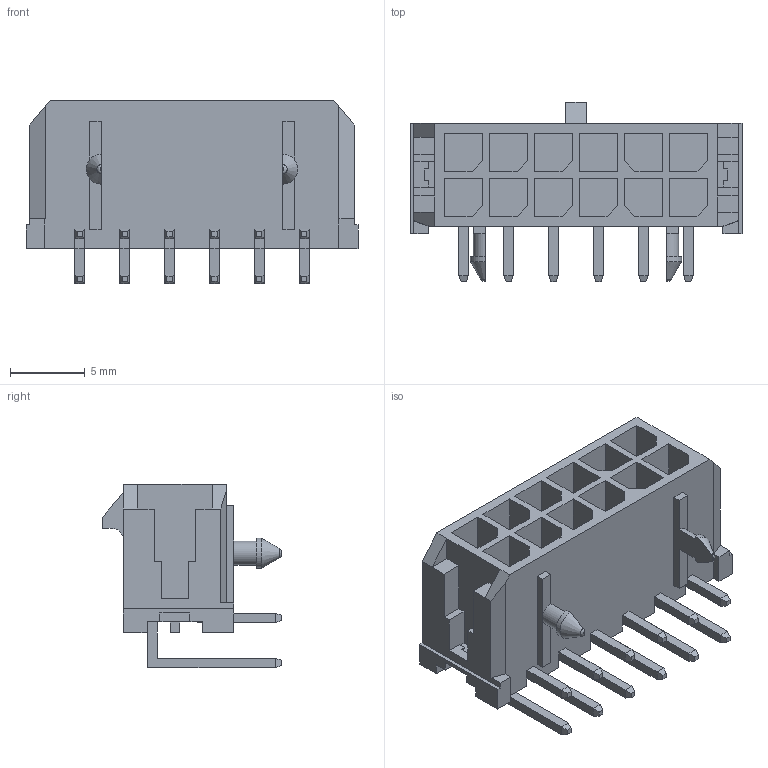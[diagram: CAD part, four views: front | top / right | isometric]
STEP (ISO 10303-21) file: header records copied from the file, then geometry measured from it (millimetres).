
FILE_DESCRIPTION((''),'2;1');
FILE_NAME('430451200','2013-10-24T',('me'),(''),'PRO/ENGINEER BY PARAMETRIC TECHNOLOGY CORPORATION, 2011490','PRO/ENGINEER BY PARAMETRIC TECHNOLOGY CORPORATION, 2011490','');
FILE_SCHEMA(('CONFIG_CONTROL_DESIGN'));
Length unit declared in the file: millimetre
Products named in the file (1): 430451200
Bounding box: 22.15 x 11.95 x 12.24 mm (x, y, z)
Volume: 889.9 mm3; surface area: 2041.2 mm2
Topology: 1 solids, 1 shells, 447 faces, 1175 edges, 749 vertices
Faces by surface type: plane 438, cylinder 5, cone 2, bspline 2
Entity records: 13392 total; most frequent: CARTESIAN_POINT 2392, ORIENTED_EDGE 2288, DIRECTION 2115, EDGE_CURVE 1144, VECTOR 1127, LINE 1127, VERTEX_POINT 715, AXIS2_PLACEMENT_3D 494
